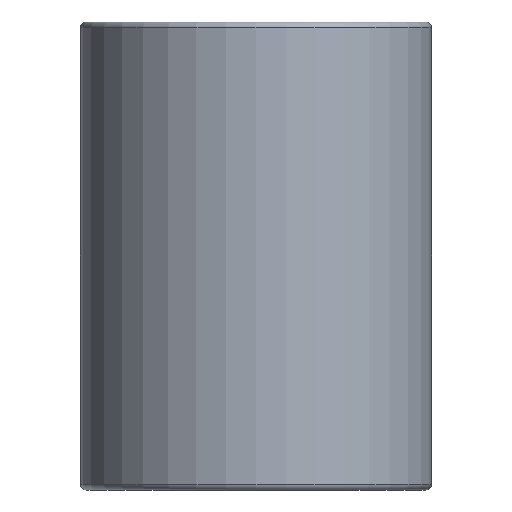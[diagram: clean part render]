
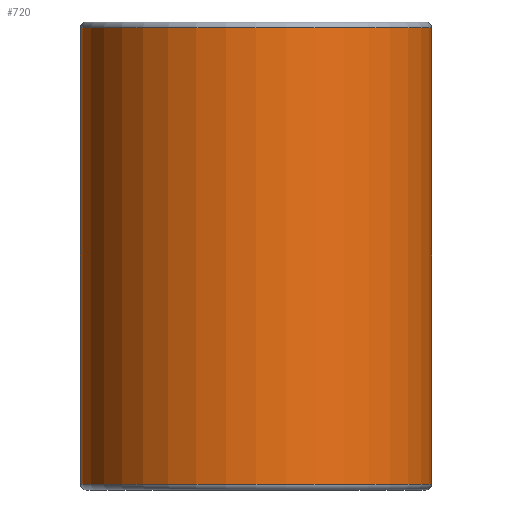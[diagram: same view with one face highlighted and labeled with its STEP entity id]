
A CAD part, front view. The second image highlights one B-rep face of the part: STEP entity #720.
In plain terms, the highlighted cylindrical face has radius 6 mm (diameter 12 mm), a partial arc.
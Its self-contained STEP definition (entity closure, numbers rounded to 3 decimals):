
#502 = VERTEX_POINT ( 'NONE', #1964 ) ;
#690 = VECTOR ( 'NONE', #10036, 1000. ) ;
#716 = VERTEX_POINT ( 'NONE', #2151 ) ;
#720 = ADVANCED_FACE ( 'NONE', ( #1196 ), #2982, .T. ) ;
#1132 = DIRECTION ( 'NONE',  ( 0., 0., -1. ) ) ;
#1196 = FACE_OUTER_BOUND ( 'NONE', #9153, .T. ) ;
#1964 = CARTESIAN_POINT ( 'NONE',  ( 6., 0., 0.2 ) ) ;
#1966 = DIRECTION ( 'NONE',  ( 0., 0., -1. ) ) ;
#2151 = CARTESIAN_POINT ( 'NONE',  ( -6., 0., 0.2 ) ) ;
#2212 = ORIENTED_EDGE ( 'NONE', *, *, #4674, .T. ) ;
#2272 = EDGE_CURVE ( 'NONE', #7793, #4379, #10998, .T. ) ;
#2287 = AXIS2_PLACEMENT_3D ( 'NONE', #10270, #1132, #7641 ) ;
#2334 = EDGE_CURVE ( 'NONE', #7793, #502, #8300, .T. ) ;
#2587 = LINE ( 'NONE', #5452, #5195 ) ;
#2795 = AXIS2_PLACEMENT_3D ( 'NONE', #2810, #1966, #11725 ) ;
#2810 = CARTESIAN_POINT ( 'NONE',  ( 0., 0., 15.8 ) ) ;
#2982 = CYLINDRICAL_SURFACE ( 'NONE', #2287, 6. ) ;
#3410 = CARTESIAN_POINT ( 'NONE',  ( 6., 0., 15.8 ) ) ;
#4089 = ORIENTED_EDGE ( 'NONE', *, *, #2272, .T. ) ;
#4379 = VERTEX_POINT ( 'NONE', #8340 ) ;
#4674 = EDGE_CURVE ( 'NONE', #716, #502, #7861, .T. ) ;
#5170 = DIRECTION ( 'NONE',  ( 1., 0., 0. ) ) ;
#5195 = VECTOR ( 'NONE', #5275, 1000. ) ;
#5275 = DIRECTION ( 'NONE',  ( 0., 0., -1. ) ) ;
#5452 = CARTESIAN_POINT ( 'NONE',  ( -6., 0., 16. ) ) ;
#5542 = ORIENTED_EDGE ( 'NONE', *, *, #2334, .F. ) ;
#5989 = EDGE_CURVE ( 'NONE', #4379, #716, #2587, .T. ) ;
#6010 = DIRECTION ( 'NONE',  ( 0., 0., 1. ) ) ;
#6273 = CARTESIAN_POINT ( 'NONE',  ( 6., 0., 16. ) ) ;
#6464 = ORIENTED_EDGE ( 'NONE', *, *, #5989, .T. ) ;
#7478 = AXIS2_PLACEMENT_3D ( 'NONE', #8583, #6010, #5170 ) ;
#7641 = DIRECTION ( 'NONE',  ( -1., 0., 0. ) ) ;
#7793 = VERTEX_POINT ( 'NONE', #3410 ) ;
#7861 = CIRCLE ( 'NONE', #7478, 6. ) ;
#8300 = LINE ( 'NONE', #6273, #690 ) ;
#8340 = CARTESIAN_POINT ( 'NONE',  ( -6., 0., 15.8 ) ) ;
#8583 = CARTESIAN_POINT ( 'NONE',  ( 0., 0., 0.2 ) ) ;
#9153 = EDGE_LOOP ( 'NONE', ( #5542, #4089, #6464, #2212 ) ) ;
#10036 = DIRECTION ( 'NONE',  ( 0., 0., -1. ) ) ;
#10270 = CARTESIAN_POINT ( 'NONE',  ( 0., 0., 16. ) ) ;
#10998 = CIRCLE ( 'NONE', #2795, 6. ) ;
#11725 = DIRECTION ( 'NONE',  ( 1., 0., 0. ) ) ;
